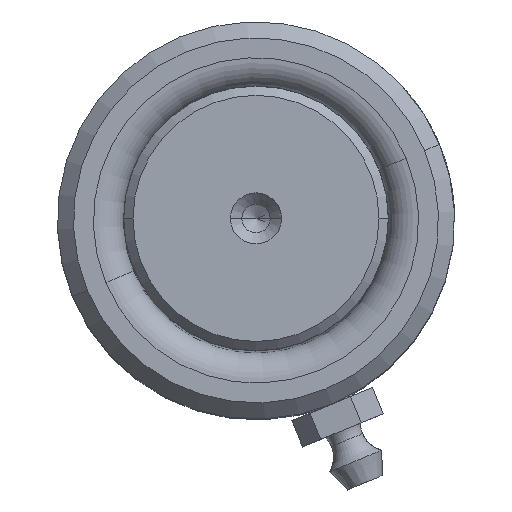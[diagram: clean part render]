
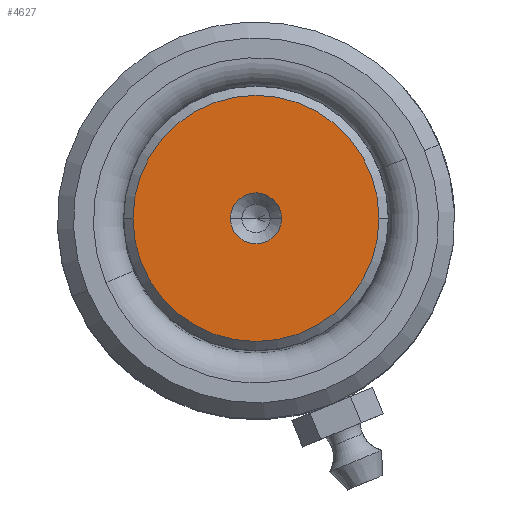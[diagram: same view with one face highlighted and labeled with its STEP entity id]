
A CAD part, top view. The second image highlights one B-rep face of the part: STEP entity #4627.
In plain terms, the highlighted planar face has unit normal (0, 0, 1).
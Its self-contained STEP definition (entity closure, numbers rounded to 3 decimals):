
#150 = DIRECTION ( 'NONE',  ( 0., 0., 1. ) ) ;
#194 = EDGE_CURVE ( 'NONE', #1731, #7290, #3325, .T. ) ;
#261 = DIRECTION ( 'NONE',  ( 0., 0., 1. ) ) ;
#495 = DIRECTION ( 'NONE',  ( 1., 0., 0. ) ) ;
#671 = CARTESIAN_POINT ( 'NONE',  ( -2.7, 0., 180. ) ) ;
#1030 = DIRECTION ( 'NONE',  ( 0., 0., 1. ) ) ;
#1080 = DIRECTION ( 'NONE',  ( 1., 0., 0. ) ) ;
#1363 = EDGE_CURVE ( 'NONE', #7290, #1731, #2160, .T. ) ;
#1425 = AXIS2_PLACEMENT_3D ( 'NONE', #2463, #150, #7127 ) ;
#1578 = DIRECTION ( 'NONE',  ( 0., 0., 1. ) ) ;
#1618 = DIRECTION ( 'NONE',  ( 0., 0., 1. ) ) ;
#1674 = CARTESIAN_POINT ( 'NONE',  ( 0., 0., 180. ) ) ;
#1688 = CARTESIAN_POINT ( 'NONE',  ( -13.012, 0., 180. ) ) ;
#1731 = VERTEX_POINT ( 'NONE', #671 ) ;
#1974 = EDGE_CURVE ( 'NONE', #2297, #2864, #7419, .T. ) ;
#2160 = CIRCLE ( 'NONE', #5176, 2.7 ) ;
#2297 = VERTEX_POINT ( 'NONE', #3812 ) ;
#2463 = CARTESIAN_POINT ( 'NONE',  ( 0., 0., 180. ) ) ;
#2864 = VERTEX_POINT ( 'NONE', #1688 ) ;
#3325 = CIRCLE ( 'NONE', #1425, 2.7 ) ;
#3555 = EDGE_LOOP ( 'NONE', ( #5171, #5433 ) ) ;
#3753 = ORIENTED_EDGE ( 'NONE', *, *, #1974, .T. ) ;
#3812 = CARTESIAN_POINT ( 'NONE',  ( 13.012, 0., 180. ) ) ;
#3882 = ORIENTED_EDGE ( 'NONE', *, *, #7385, .T. ) ;
#4297 = CARTESIAN_POINT ( 'NONE',  ( 2.7, 0., 180. ) ) ;
#4328 = DIRECTION ( 'NONE',  ( 1., 0., 0. ) ) ;
#4586 = EDGE_LOOP ( 'NONE', ( #3882, #3753 ) ) ;
#4608 = AXIS2_PLACEMENT_3D ( 'NONE', #6739, #1578, #5649 ) ;
#4627 = ADVANCED_FACE ( 'NONE', ( #6949, #5392 ), #5648, .T. ) ;
#5032 = AXIS2_PLACEMENT_3D ( 'NONE', #5472, #261, #4328 ) ;
#5171 = ORIENTED_EDGE ( 'NONE', *, *, #1363, .F. ) ;
#5176 = AXIS2_PLACEMENT_3D ( 'NONE', #1674, #1618, #495 ) ;
#5392 = FACE_OUTER_BOUND ( 'NONE', #4586, .T. ) ;
#5433 = ORIENTED_EDGE ( 'NONE', *, *, #194, .F. ) ;
#5472 = CARTESIAN_POINT ( 'NONE',  ( 0., 0., 180. ) ) ;
#5648 = PLANE ( 'NONE',  #6501 ) ;
#5649 = DIRECTION ( 'NONE',  ( 1., 0., 0. ) ) ;
#5721 = CARTESIAN_POINT ( 'NONE',  ( 0., 0., 180. ) ) ;
#6501 = AXIS2_PLACEMENT_3D ( 'NONE', #5721, #1030, #1080 ) ;
#6739 = CARTESIAN_POINT ( 'NONE',  ( 0., 0., 180. ) ) ;
#6831 = CIRCLE ( 'NONE', #4608, 13.012 ) ;
#6949 = FACE_BOUND ( 'NONE', #3555, .T. ) ;
#7127 = DIRECTION ( 'NONE',  ( 1., 0., 0. ) ) ;
#7290 = VERTEX_POINT ( 'NONE', #4297 ) ;
#7385 = EDGE_CURVE ( 'NONE', #2864, #2297, #6831, .T. ) ;
#7419 = CIRCLE ( 'NONE', #5032, 13.012 ) ;
